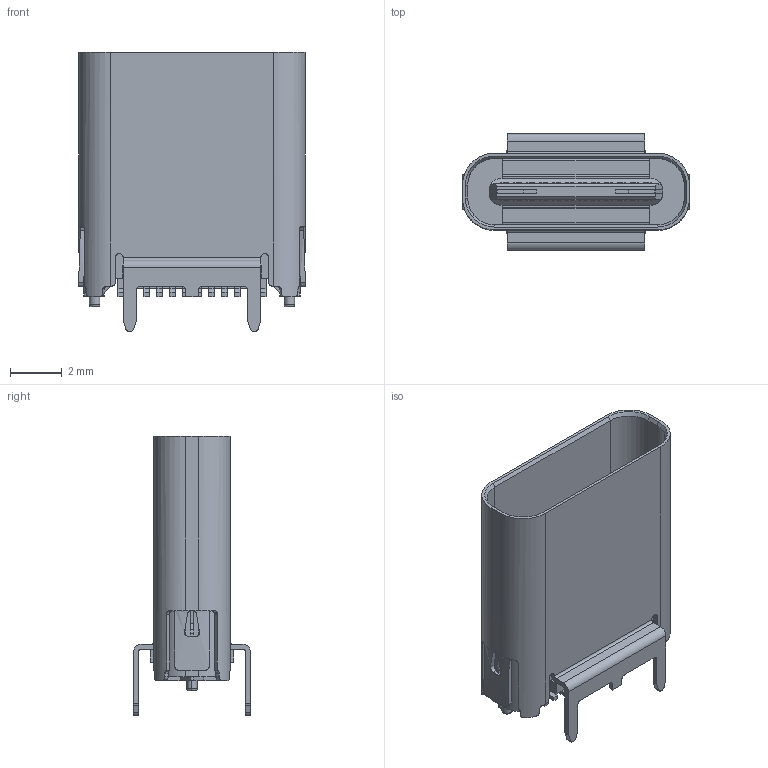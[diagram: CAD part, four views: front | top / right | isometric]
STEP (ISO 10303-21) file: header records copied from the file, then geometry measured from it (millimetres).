
FILE_DESCRIPTION (( 'STEP AP214' ), '1' );
FILE_NAME ('KUSBVX-SMT-CS-B30TRC_rA1.STEP', '2015-12-30T22:13:44', ( '' ), ( '' ), 'SwSTEP 2.0', 'SolidWorks 2014', '' );
FILE_SCHEMA (( 'AUTOMOTIVE_DESIGN' ));
Length unit declared in the file: millimetre
Products named in the file (1): KUSBVX-SMT-CS-B30TRC_rA1
Bounding box: 8.74 x 4.5 x 10.75 mm (x, y, z)
Volume: 118.7 mm3; surface area: 527.6 mm2
Topology: 1 solids, 1 shells, 731 faces, 2006 edges, 1317 vertices
Faces by surface type: plane 516, cylinder 185, bspline 22, torus 4, cone 4
Entity records: 27304 total; most frequent: CARTESIAN_POINT 5874, ORIENTED_EDGE 4012, DIRECTION 3628, EDGE_CURVE 2006, LINE 1498, VECTOR 1498, VERTEX_POINT 1317, AXIS2_PLACEMENT_3D 1065
